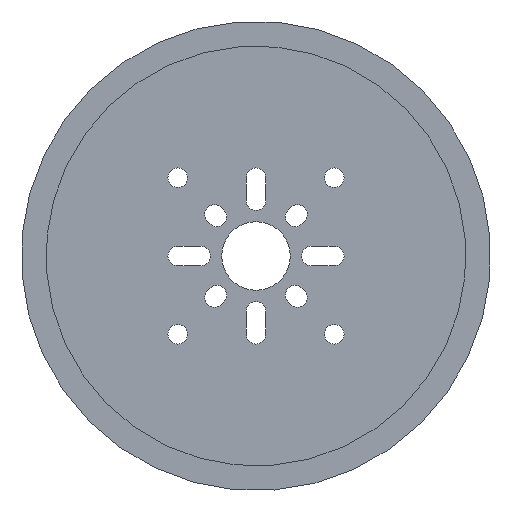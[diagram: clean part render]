
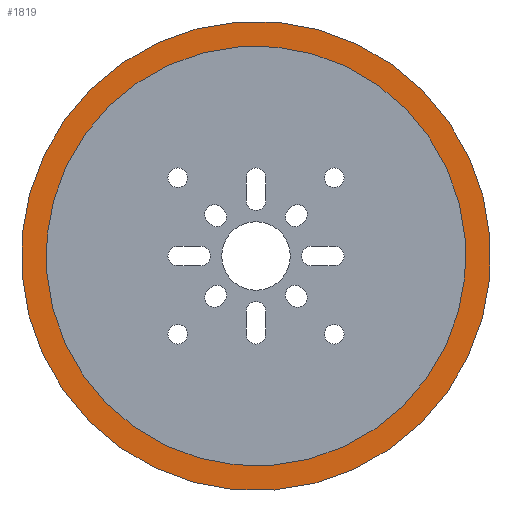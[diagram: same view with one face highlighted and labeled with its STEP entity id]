
A CAD part, front view. The second image highlights one B-rep face of the part: STEP entity #1819.
In plain terms, the highlighted face is planar.
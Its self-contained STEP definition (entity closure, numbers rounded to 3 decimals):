
#4 = FACE_OUTER_BOUND ( 'NONE', #1688, .T. ) ;
#6 = DIRECTION ( 'NONE',  ( 0., 0., 1. ) ) ;
#13 = DIRECTION ( 'NONE',  ( 0., 0., 1. ) ) ;
#149 = VERTEX_POINT ( 'NONE', #2165 ) ;
#181 = ORIENTED_EDGE ( 'NONE', *, *, #500, .F. ) ;
#286 = AXIS2_PLACEMENT_3D ( 'NONE', #803, #2316, #808 ) ;
#292 = VERTEX_POINT ( 'NONE', #1980 ) ;
#359 = FACE_BOUND ( 'NONE', #1367, .T. ) ;
#404 = AXIS2_PLACEMENT_3D ( 'NONE', #1938, #1182, #1190 ) ;
#416 = CARTESIAN_POINT ( 'NONE',  ( -2.858, 0., -48. ) ) ;
#500 = EDGE_CURVE ( 'NONE', #149, #1534, #2145, .T. ) ;
#503 = CARTESIAN_POINT ( 'NONE',  ( -2.858, 0., -42.92 ) ) ;
#528 = CIRCLE ( 'NONE', #714, 48. ) ;
#556 = DIRECTION ( 'NONE',  ( -1., 0., 0. ) ) ;
#584 = ORIENTED_EDGE ( 'NONE', *, *, #719, .T. ) ;
#628 = AXIS2_PLACEMENT_3D ( 'NONE', #2427, #703, #1493 ) ;
#703 = DIRECTION ( 'NONE',  ( -1., 0., 0. ) ) ;
#714 = AXIS2_PLACEMENT_3D ( 'NONE', #943, #556, #13 ) ;
#719 = EDGE_CURVE ( 'NONE', #2325, #292, #528, .T. ) ;
#803 = CARTESIAN_POINT ( 'NONE',  ( -2.858, 0., 0. ) ) ;
#808 = DIRECTION ( 'NONE',  ( 0., 0., 1. ) ) ;
#900 = ORIENTED_EDGE ( 'NONE', *, *, #1811, .T. ) ;
#943 = CARTESIAN_POINT ( 'NONE',  ( -2.858, 0., 0. ) ) ;
#1101 = DIRECTION ( 'NONE',  ( -1., 0., 0. ) ) ;
#1144 = CIRCLE ( 'NONE', #1996, 42.92 ) ;
#1182 = DIRECTION ( 'NONE',  ( 1., 0., 0. ) ) ;
#1190 = DIRECTION ( 'NONE',  ( 0., 0., -1. ) ) ;
#1367 = EDGE_LOOP ( 'NONE', ( #181, #1987 ) ) ;
#1493 = DIRECTION ( 'NONE',  ( 0., 0., 1. ) ) ;
#1534 = VERTEX_POINT ( 'NONE', #503 ) ;
#1688 = EDGE_LOOP ( 'NONE', ( #900, #584 ) ) ;
#1811 = EDGE_CURVE ( 'NONE', #292, #2325, #1946, .T. ) ;
#1819 = ADVANCED_FACE ( 'NONE', ( #359, #4 ), #2151, .F. ) ;
#1938 = CARTESIAN_POINT ( 'NONE',  ( -2.858, 0., 0. ) ) ;
#1946 = CIRCLE ( 'NONE', #286, 48. ) ;
#1980 = CARTESIAN_POINT ( 'NONE',  ( -2.858, 0., 48. ) ) ;
#1987 = ORIENTED_EDGE ( 'NONE', *, *, #2150, .F. ) ;
#1996 = AXIS2_PLACEMENT_3D ( 'NONE', #2236, #1101, #6 ) ;
#2145 = CIRCLE ( 'NONE', #628, 42.92 ) ;
#2150 = EDGE_CURVE ( 'NONE', #1534, #149, #1144, .T. ) ;
#2151 = PLANE ( 'NONE',  #404 ) ;
#2165 = CARTESIAN_POINT ( 'NONE',  ( -2.858, 0., 42.92 ) ) ;
#2236 = CARTESIAN_POINT ( 'NONE',  ( -2.858, 0., 0. ) ) ;
#2316 = DIRECTION ( 'NONE',  ( -1., 0., 0. ) ) ;
#2325 = VERTEX_POINT ( 'NONE', #416 ) ;
#2427 = CARTESIAN_POINT ( 'NONE',  ( -2.858, 0., 0. ) ) ;
